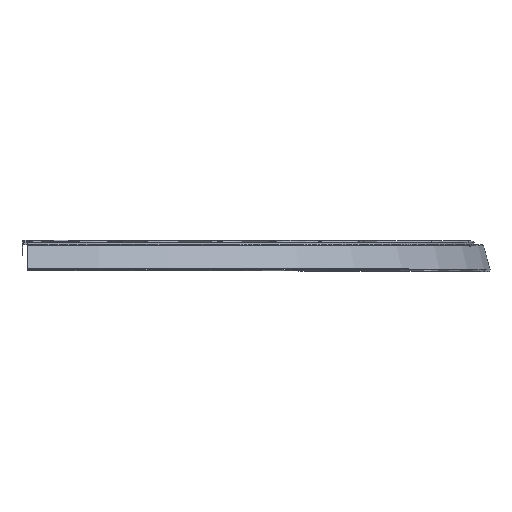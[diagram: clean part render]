
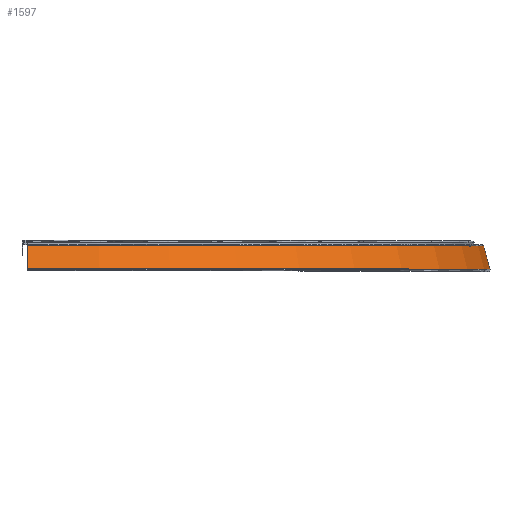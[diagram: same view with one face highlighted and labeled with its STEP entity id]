
A CAD part, top view. The second image highlights one B-rep face of the part: STEP entity #1597.
In plain terms, the highlighted conical face has half-angle 15 degrees and reference radius 516.545 mm.
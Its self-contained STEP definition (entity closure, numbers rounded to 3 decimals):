
#80 = ORIENTED_EDGE ( 'NONE', *, *, #355, .F. ) ;
#82 = AXIS2_PLACEMENT_3D ( 'NONE', #836, #2530, #1084 ) ;
#88 = CARTESIAN_POINT ( 'NONE',  ( 129.327, 193.736, 110.5 ) ) ;
#355 = EDGE_CURVE ( 'NONE', #3099, #2895, #3038, .T. ) ;
#404 = CIRCLE ( 'NONE', #2494, 516.545 ) ;
#526 = VECTOR ( 'NONE', #2986, 1000. ) ;
#580 = CARTESIAN_POINT ( 'NONE',  ( 645.872, 193.736, 110.5 ) ) ;
#744 = ORIENTED_EDGE ( 'NONE', *, *, #1629, .T. ) ;
#836 = CARTESIAN_POINT ( 'NONE',  ( 129.327, 219.884, 110.5 ) ) ;
#1052 = DIRECTION ( 'NONE',  ( 0., 1., 0. ) ) ;
#1084 = DIRECTION ( 'NONE',  ( 0., 0., -1. ) ) ;
#1160 = CARTESIAN_POINT ( 'NONE',  ( 638.866, 219.884, 110.5 ) ) ;
#1199 = EDGE_CURVE ( 'NONE', #2895, #2484, #2838, .T. ) ;
#1288 = CARTESIAN_POINT ( 'NONE',  ( 645.872, 193.736, 110.5 ) ) ;
#1365 = AXIS2_PLACEMENT_3D ( 'NONE', #88, #2000, #1514 ) ;
#1514 = DIRECTION ( 'NONE',  ( 0., 0., -1. ) ) ;
#1582 = CARTESIAN_POINT ( 'NONE',  ( 129.327, 219.884, 620.039 ) ) ;
#1597 = ADVANCED_FACE ( 'NONE', ( #2953 ), #2237, .T. ) ;
#1629 = EDGE_CURVE ( 'NONE', #3099, #1865, #404, .T. ) ;
#1778 = ORIENTED_EDGE ( 'NONE', *, *, #1199, .F. ) ;
#1865 = VERTEX_POINT ( 'NONE', #1288 ) ;
#1964 = LINE ( 'NONE', #580, #526 ) ;
#2000 = DIRECTION ( 'NONE',  ( 0., -1., 0. ) ) ;
#2168 = EDGE_CURVE ( 'NONE', #1865, #2484, #1964, .T. ) ;
#2237 = CONICAL_SURFACE ( 'NONE', #1365, 516.545, 0.262 ) ;
#2279 = ORIENTED_EDGE ( 'NONE', *, *, #2168, .T. ) ;
#2334 = DIRECTION ( 'NONE',  ( 0., 0.966, -0.259 ) ) ;
#2403 = VECTOR ( 'NONE', #2334, 1000. ) ;
#2484 = VERTEX_POINT ( 'NONE', #1160 ) ;
#2494 = AXIS2_PLACEMENT_3D ( 'NONE', #2503, #1052, #2740 ) ;
#2503 = CARTESIAN_POINT ( 'NONE',  ( 129.327, 193.736, 110.5 ) ) ;
#2530 = DIRECTION ( 'NONE',  ( 0., 1., 0. ) ) ;
#2740 = DIRECTION ( 'NONE',  ( -0.707, 0., -0.707 ) ) ;
#2838 = CIRCLE ( 'NONE', #82, 509.539 ) ;
#2859 = CARTESIAN_POINT ( 'NONE',  ( 129.327, 193.736, 627.045 ) ) ;
#2895 = VERTEX_POINT ( 'NONE', #1582 ) ;
#2937 = CARTESIAN_POINT ( 'NONE',  ( 129.327, 193.736, 627.045 ) ) ;
#2953 = FACE_OUTER_BOUND ( 'NONE', #3064, .T. ) ;
#2986 = DIRECTION ( 'NONE',  ( -0.259, 0.966, 0. ) ) ;
#3038 = LINE ( 'NONE', #2937, #2403 ) ;
#3064 = EDGE_LOOP ( 'NONE', ( #2279, #1778, #80, #744 ) ) ;
#3099 = VERTEX_POINT ( 'NONE', #2859 ) ;
